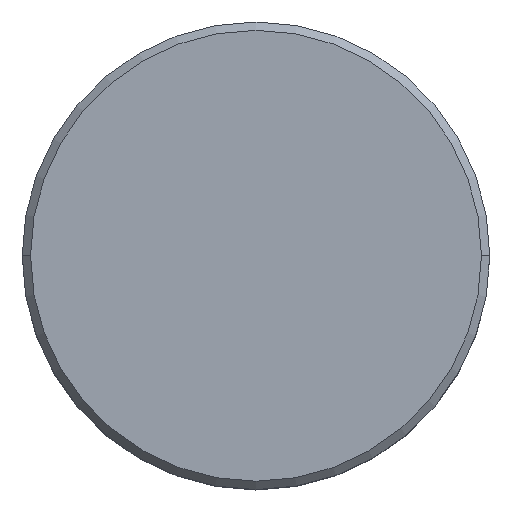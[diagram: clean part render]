
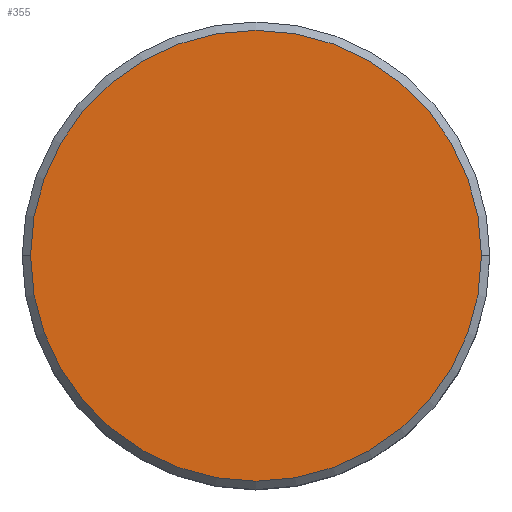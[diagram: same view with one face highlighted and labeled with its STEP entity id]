
A CAD part, top view. The second image highlights one B-rep face of the part: STEP entity #355.
In plain terms, the highlighted planar face has unit normal (0, 0, 1).
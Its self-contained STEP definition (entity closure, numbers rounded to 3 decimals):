
#37 = CARTESIAN_POINT ( 'NONE',  ( 13.5, 0., 0. ) ) ;
#40 = CIRCLE ( 'NONE', #181, 13.5 ) ;
#57 = CIRCLE ( 'NONE', #343, 13.5 ) ;
#78 = DIRECTION ( 'NONE',  ( 1., 0., 0. ) ) ;
#83 = CARTESIAN_POINT ( 'NONE',  ( 0., 0., 0. ) ) ;
#110 = DIRECTION ( 'NONE',  ( 0., 0., 1. ) ) ;
#156 = FACE_OUTER_BOUND ( 'NONE', #271, .T. ) ;
#170 = ORIENTED_EDGE ( 'NONE', *, *, #399, .T. ) ;
#181 = AXIS2_PLACEMENT_3D ( 'NONE', #439, #110, #78 ) ;
#183 = DIRECTION ( 'NONE',  ( 1., 0., 0. ) ) ;
#187 = CARTESIAN_POINT ( 'NONE',  ( 0., 0., 0. ) ) ;
#199 = VERTEX_POINT ( 'NONE', #243 ) ;
#220 = DIRECTION ( 'NONE',  ( 1., 0., 0. ) ) ;
#241 = ORIENTED_EDGE ( 'NONE', *, *, #316, .T. ) ;
#243 = CARTESIAN_POINT ( 'NONE',  ( -13.5, 0., 0. ) ) ;
#247 = VERTEX_POINT ( 'NONE', #37 ) ;
#261 = PLANE ( 'NONE',  #396 ) ;
#271 = EDGE_LOOP ( 'NONE', ( #241, #170 ) ) ;
#316 = EDGE_CURVE ( 'NONE', #199, #247, #57, .T. ) ;
#343 = AXIS2_PLACEMENT_3D ( 'NONE', #187, #406, #220 ) ;
#355 = ADVANCED_FACE ( 'NONE', ( #156 ), #261, .T. ) ;
#377 = DIRECTION ( 'NONE',  ( 0., 0., 1. ) ) ;
#396 = AXIS2_PLACEMENT_3D ( 'NONE', #83, #377, #183 ) ;
#399 = EDGE_CURVE ( 'NONE', #247, #199, #40, .T. ) ;
#406 = DIRECTION ( 'NONE',  ( 0., 0., 1. ) ) ;
#439 = CARTESIAN_POINT ( 'NONE',  ( 0., 0., 0. ) ) ;
